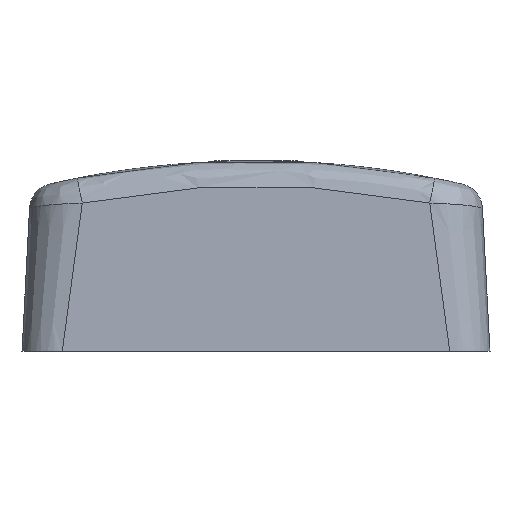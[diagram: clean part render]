
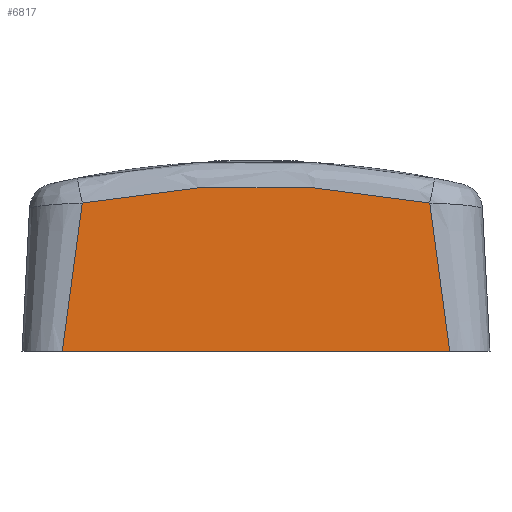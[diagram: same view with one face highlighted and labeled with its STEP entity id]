
A CAD part, front view. The second image highlights one B-rep face of the part: STEP entity #6817.
In plain terms, the highlighted planar face has unit normal (0, -0.999, 0.052).
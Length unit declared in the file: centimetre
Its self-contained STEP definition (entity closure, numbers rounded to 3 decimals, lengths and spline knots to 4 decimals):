
#28=ELLIPSE('',#7436,13.4546,13.4361);
#702=FACE_OUTER_BOUND('',#1134,.T.);
#1134=EDGE_LOOP('',(#5714,#5715,#5716,#5717));
#1871=LINE('',#12886,#2337);
#1874=LINE('',#12933,#2340);
#1912=LINE('',#13612,#2378);
#2337=VECTOR('',#9112,1.0033);
#2340=VECTOR('',#9123,1.0033);
#2378=VECTOR('',#9265,1.);
#2892=VERTEX_POINT('',#12873);
#2894=VERTEX_POINT('',#12884);
#2895=VERTEX_POINT('',#12918);
#2897=VERTEX_POINT('',#12929);
#3780=EDGE_CURVE('',#2894,#2892,#1871,.T.);
#3787=EDGE_CURVE('',#2895,#2897,#1874,.T.);
#3789=EDGE_CURVE('',#2892,#2895,#28,.T.);
#3858=EDGE_CURVE('',#2897,#2894,#1912,.T.);
#5714=ORIENTED_EDGE('',*,*,#3780,.F.);
#5715=ORIENTED_EDGE('',*,*,#3858,.F.);
#5716=ORIENTED_EDGE('',*,*,#3787,.F.);
#5717=ORIENTED_EDGE('',*,*,#3789,.F.);
#6012=PLANE('',#7488);
#6817=ADVANCED_FACE('',(#702),#6012,.T.);
#7436=AXIS2_PLACEMENT_3D('',#12961,#9127,#9128);
#7488=AXIS2_PLACEMENT_3D('',#13615,#9269,#9270);
#9112=DIRECTION('',(0.133,0.052,0.99));
#9123=DIRECTION('',(0.133,-0.052,-0.99));
#9127=DIRECTION('center_axis',(0.,0.999,-0.052));
#9128=DIRECTION('ref_axis',(0.,0.052,0.999));
#9265=DIRECTION('',(-1.,0.,0.));
#9269=DIRECTION('center_axis',(0.,-0.999,0.052));
#9270=DIRECTION('ref_axis',(1.,0.,0.));
#12873=CARTESIAN_POINT('',(-2.5992,-8.2838,0.0171));
#12884=CARTESIAN_POINT('',(-2.8982,-8.4,-2.2));
#12886=CARTESIAN_POINT('',(-2.5495,-8.2645,0.3863));
#12918=CARTESIAN_POINT('',(2.5992,-8.2838,0.0171));
#12929=CARTESIAN_POINT('',(2.8982,-8.4,-2.2));
#12933=CARTESIAN_POINT('',(2.5837,-8.2778,0.132));
#12961=CARTESIAN_POINT('Origin',(0.,-8.9747,
-13.1652));
#13612=CARTESIAN_POINT('',(3.5,-8.4,-2.2));
#13615=CARTESIAN_POINT('Origin',(-3.5,-8.2849,-0.003));
